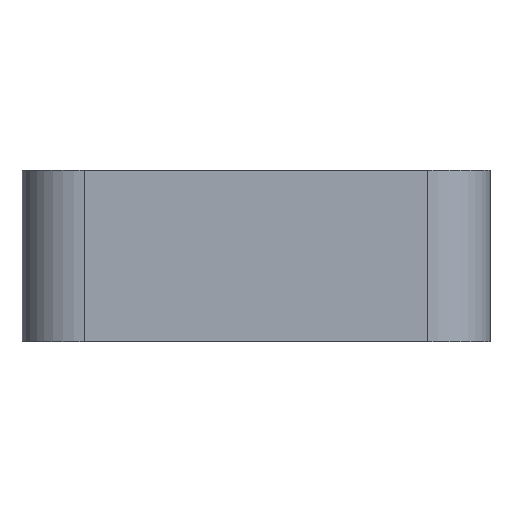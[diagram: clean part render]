
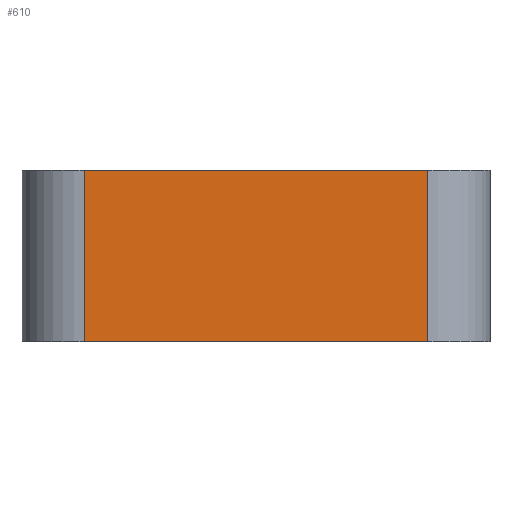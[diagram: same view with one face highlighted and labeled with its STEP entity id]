
A CAD part, left-side view. The second image highlights one B-rep face of the part: STEP entity #610.
In plain terms, the highlighted planar face has unit normal (-1, 0, 0).
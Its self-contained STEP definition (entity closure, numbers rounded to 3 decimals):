
#23 = FACE_OUTER_BOUND ( 'NONE', #333, .T. ) ;
#26 = PLANE ( 'NONE',  #724 ) ;
#32 = LINE ( 'NONE', #629, #491 ) ;
#47 = EDGE_CURVE ( 'NONE', #194, #600, #289, .T. ) ;
#83 = DIRECTION ( 'NONE',  ( 0., 0., -1. ) ) ;
#86 = ORIENTED_EDGE ( 'NONE', *, *, #202, .F. ) ;
#114 = DIRECTION ( 'NONE',  ( 0., 0., -1. ) ) ;
#133 = VECTOR ( 'NONE', #114, 1000. ) ;
#147 = DIRECTION ( 'NONE',  ( 0., -1., 0. ) ) ;
#187 = ORIENTED_EDGE ( 'NONE', *, *, #786, .T. ) ;
#194 = VERTEX_POINT ( 'NONE', #758 ) ;
#202 = EDGE_CURVE ( 'NONE', #194, #323, #686, .T. ) ;
#223 = CARTESIAN_POINT ( 'NONE',  ( -30., 22., 22. ) ) ;
#289 = LINE ( 'NONE', #223, #133 ) ;
#315 = CARTESIAN_POINT ( 'NONE',  ( -30., 22., 0. ) ) ;
#316 = ORIENTED_EDGE ( 'NONE', *, *, #556, .T. ) ;
#323 = VERTEX_POINT ( 'NONE', #542 ) ;
#333 = EDGE_LOOP ( 'NONE', ( #316, #187, #86, #356 ) ) ;
#356 = ORIENTED_EDGE ( 'NONE', *, *, #47, .T. ) ;
#360 = LINE ( 'NONE', #589, #586 ) ;
#406 = VERTEX_POINT ( 'NONE', #538 ) ;
#491 = VECTOR ( 'NONE', #621, 1000. ) ;
#518 = CARTESIAN_POINT ( 'NONE',  ( -30., 30., 22. ) ) ;
#538 = CARTESIAN_POINT ( 'NONE',  ( -30., -22., 0. ) ) ;
#542 = CARTESIAN_POINT ( 'NONE',  ( -30., -22., 22. ) ) ;
#556 = EDGE_CURVE ( 'NONE', #600, #406, #360, .T. ) ;
#586 = VECTOR ( 'NONE', #147, 1000. ) ;
#589 = CARTESIAN_POINT ( 'NONE',  ( -30., 30., 0. ) ) ;
#600 = VERTEX_POINT ( 'NONE', #315 ) ;
#610 = ADVANCED_FACE ( 'NONE', ( #23 ), #26, .F. ) ;
#621 = DIRECTION ( 'NONE',  ( 0., 0., 1. ) ) ;
#629 = CARTESIAN_POINT ( 'NONE',  ( -30., -22., 22. ) ) ;
#658 = DIRECTION ( 'NONE',  ( 1., 0., 0. ) ) ;
#686 = LINE ( 'NONE', #518, #794 ) ;
#724 = AXIS2_PLACEMENT_3D ( 'NONE', #756, #658, #83 ) ;
#756 = CARTESIAN_POINT ( 'NONE',  ( -30., 30., 22. ) ) ;
#758 = CARTESIAN_POINT ( 'NONE',  ( -30., 22., 22. ) ) ;
#781 = DIRECTION ( 'NONE',  ( 0., -1., 0. ) ) ;
#786 = EDGE_CURVE ( 'NONE', #406, #323, #32, .T. ) ;
#794 = VECTOR ( 'NONE', #781, 1000. ) ;
